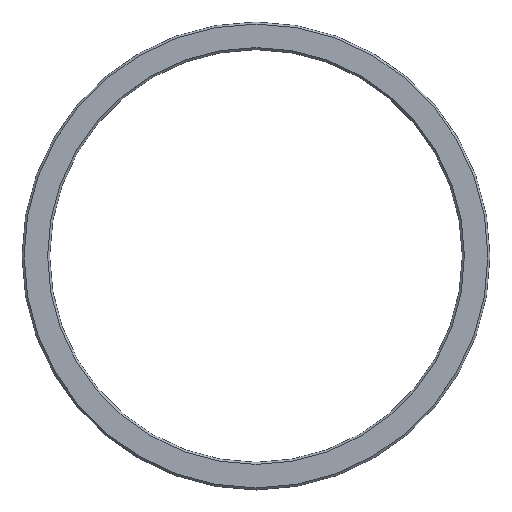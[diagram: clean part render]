
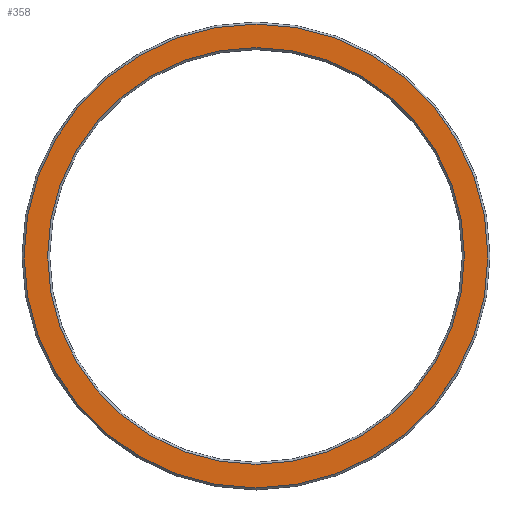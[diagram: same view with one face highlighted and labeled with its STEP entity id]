
A CAD part, top view. The second image highlights one B-rep face of the part: STEP entity #358.
In plain terms, the highlighted planar face has unit normal (0, 0, 1).
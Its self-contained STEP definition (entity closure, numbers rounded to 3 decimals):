
#20=FACE_BOUND('',#73,.T.);
#33=PLANE('',#417);
#50=FACE_OUTER_BOUND('',#72,.T.);
#72=EDGE_LOOP('',(#314));
#73=EDGE_LOOP('',(#315));
#142=CIRCLE('',#416,39.9);
#143=CIRCLE('',#418,44.4);
#174=VERTEX_POINT('',#703);
#175=VERTEX_POINT('',#707);
#221=EDGE_CURVE('',#174,#174,#142,.T.);
#222=EDGE_CURVE('',#175,#175,#143,.T.);
#314=ORIENTED_EDGE('',*,*,#222,.F.);
#315=ORIENTED_EDGE('',*,*,#221,.T.);
#358=ADVANCED_FACE('',(#50,#20),#33,.T.);
#416=AXIS2_PLACEMENT_3D('',#705,#523,#524);
#417=AXIS2_PLACEMENT_3D('',#706,#525,#526);
#418=AXIS2_PLACEMENT_3D('',#708,#527,#528);
#523=DIRECTION('center_axis',(0.,0.,-1.));
#524=DIRECTION('ref_axis',(1.,0.,0.));
#525=DIRECTION('center_axis',(0.,0.,1.));
#526=DIRECTION('ref_axis',(1.,0.,0.));
#527=DIRECTION('center_axis',(0.,0.,-1.));
#528=DIRECTION('ref_axis',(1.,0.,0.));
#703=CARTESIAN_POINT('',(39.9,0.,157.895));
#705=CARTESIAN_POINT('Origin',(0.,0.,157.895));
#706=CARTESIAN_POINT('Origin',(-44.4,0.,157.895));
#707=CARTESIAN_POINT('',(44.4,0.,157.895));
#708=CARTESIAN_POINT('Origin',(0.,0.,157.895));
